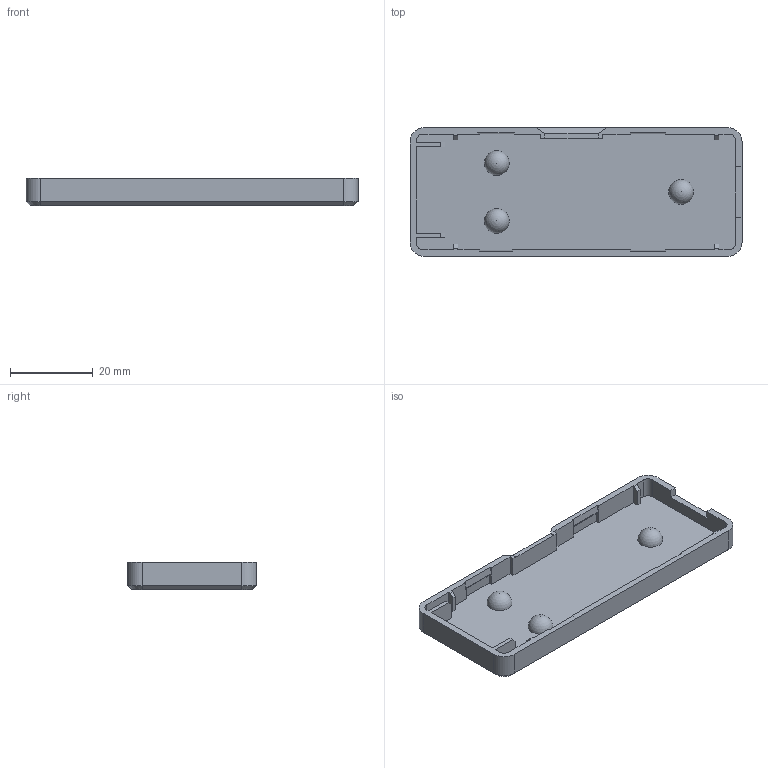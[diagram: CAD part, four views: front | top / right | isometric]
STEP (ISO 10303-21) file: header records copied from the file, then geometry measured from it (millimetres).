
FILE_DESCRIPTION(/* description */ (''),/* implementation_level */ '2;1');
FILE_NAME(/* name */ 'LowerCase.step',/* time_stamp */ '2025-09-14T01:41:16+09:00',/* author */ (''),/* organization */ (''),/* preprocessor_version */ 'ST-DEVELOPER v20.1',/* originating_system */ 'Autodesk Translation Framework v14.10.0.0',/* authorisation */ '');
FILE_SCHEMA (('AUTOMOTIVE_DESIGN { 1 0 10303 214 3 1 1 }'));
Length unit declared in the file: millimetre
Products named in the file (1): Fusion コンポーネント
Bounding box: 80.35 x 31.2 x 6.6 mm (x, y, z)
Volume: 5716.5 mm3; surface area: 7704.4 mm2
Topology: 1 solids, 1 shells, 333 faces, 931 edges, 617 vertices
Faces by surface type: plane 169, bspline 149, cylinder 8, cone 4, sphere 3
Entity records: 11991 total; most frequent: CARTESIAN_POINT 4412, ORIENTED_EDGE 1856, DIRECTION 1026, EDGE_CURVE 928, VERTEX_POINT 617, LINE 604, VECTOR 604, EDGE_LOOP 353
